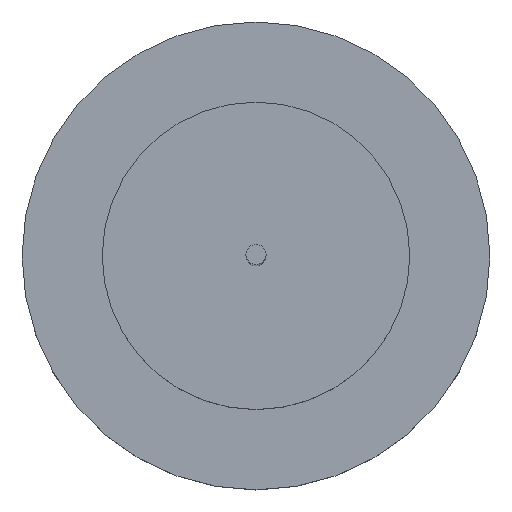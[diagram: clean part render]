
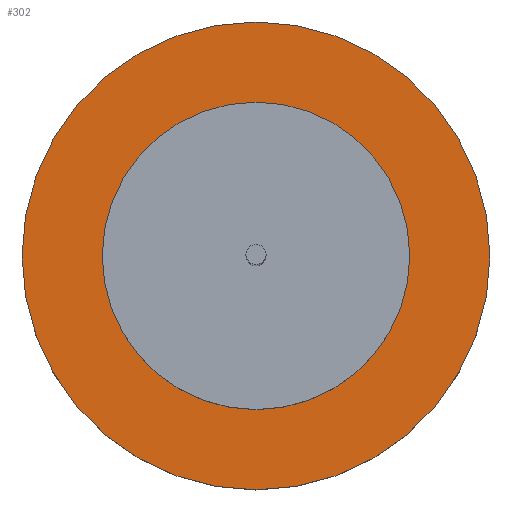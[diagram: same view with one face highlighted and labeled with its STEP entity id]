
A CAD part, top view. The second image highlights one B-rep face of the part: STEP entity #302.
In plain terms, the highlighted planar face has unit normal (0, 0, 1).
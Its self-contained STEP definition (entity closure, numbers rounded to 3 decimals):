
#14 = ORIENTED_EDGE ( 'NONE', *, *, #204, .F. ) ;
#17 = VERTEX_POINT ( 'NONE', #342 ) ;
#28 = VERTEX_POINT ( 'NONE', #123 ) ;
#30 = CARTESIAN_POINT ( 'NONE',  ( 0., 0., 10. ) ) ;
#40 = ORIENTED_EDGE ( 'NONE', *, *, #60, .F. ) ;
#46 = CARTESIAN_POINT ( 'NONE',  ( -23., 0., 10. ) ) ;
#59 = DIRECTION ( 'NONE',  ( 1., 0., 0. ) ) ;
#60 = EDGE_CURVE ( 'NONE', #17, #229, #240, .T. ) ;
#64 = AXIS2_PLACEMENT_3D ( 'NONE', #208, #179, #83 ) ;
#80 = DIRECTION ( 'NONE',  ( 0., 0., 1. ) ) ;
#83 = DIRECTION ( 'NONE',  ( 1., 0., 0. ) ) ;
#84 = CIRCLE ( 'NONE', #64, 23. ) ;
#99 = EDGE_CURVE ( 'NONE', #262, #28, #165, .T. ) ;
#116 = CIRCLE ( 'NONE', #274, 35. ) ;
#123 = CARTESIAN_POINT ( 'NONE',  ( -35., 0., 10. ) ) ;
#165 = CIRCLE ( 'NONE', #267, 35. ) ;
#179 = DIRECTION ( 'NONE',  ( 0., 0., 1. ) ) ;
#188 = DIRECTION ( 'NONE',  ( 0., 0., 1. ) ) ;
#192 = DIRECTION ( 'NONE',  ( 1., 0., 0. ) ) ;
#200 = CARTESIAN_POINT ( 'NONE',  ( 0., 0., 10. ) ) ;
#204 = EDGE_CURVE ( 'NONE', #229, #17, #84, .T. ) ;
#205 = CARTESIAN_POINT ( 'NONE',  ( 0., 0., 10. ) ) ;
#208 = CARTESIAN_POINT ( 'NONE',  ( 0., 0., 10. ) ) ;
#215 = ORIENTED_EDGE ( 'NONE', *, *, #216, .T. ) ;
#216 = EDGE_CURVE ( 'NONE', #28, #262, #116, .T. ) ;
#229 = VERTEX_POINT ( 'NONE', #46 ) ;
#240 = CIRCLE ( 'NONE', #248, 23. ) ;
#243 = CARTESIAN_POINT ( 'NONE',  ( 35., 0., 10. ) ) ;
#246 = CARTESIAN_POINT ( 'NONE',  ( 0., 0., 10. ) ) ;
#248 = AXIS2_PLACEMENT_3D ( 'NONE', #246, #371, #59 ) ;
#262 = VERTEX_POINT ( 'NONE', #243 ) ;
#263 = ORIENTED_EDGE ( 'NONE', *, *, #99, .T. ) ;
#267 = AXIS2_PLACEMENT_3D ( 'NONE', #200, #80, #303 ) ;
#270 = EDGE_LOOP ( 'NONE', ( #14, #40 ) ) ;
#274 = AXIS2_PLACEMENT_3D ( 'NONE', #205, #365, #276 ) ;
#276 = DIRECTION ( 'NONE',  ( 1., 0., 0. ) ) ;
#302 = ADVANCED_FACE ( 'NONE', ( #391, #409 ), #377, .T. ) ;
#303 = DIRECTION ( 'NONE',  ( 1., 0., 0. ) ) ;
#314 = EDGE_LOOP ( 'NONE', ( #215, #263 ) ) ;
#342 = CARTESIAN_POINT ( 'NONE',  ( 23., 0., 10. ) ) ;
#353 = AXIS2_PLACEMENT_3D ( 'NONE', #30, #188, #192 ) ;
#365 = DIRECTION ( 'NONE',  ( 0., 0., 1. ) ) ;
#371 = DIRECTION ( 'NONE',  ( 0., 0., 1. ) ) ;
#377 = PLANE ( 'NONE',  #353 ) ;
#391 = FACE_BOUND ( 'NONE', #270, .T. ) ;
#409 = FACE_OUTER_BOUND ( 'NONE', #314, .T. ) ;
